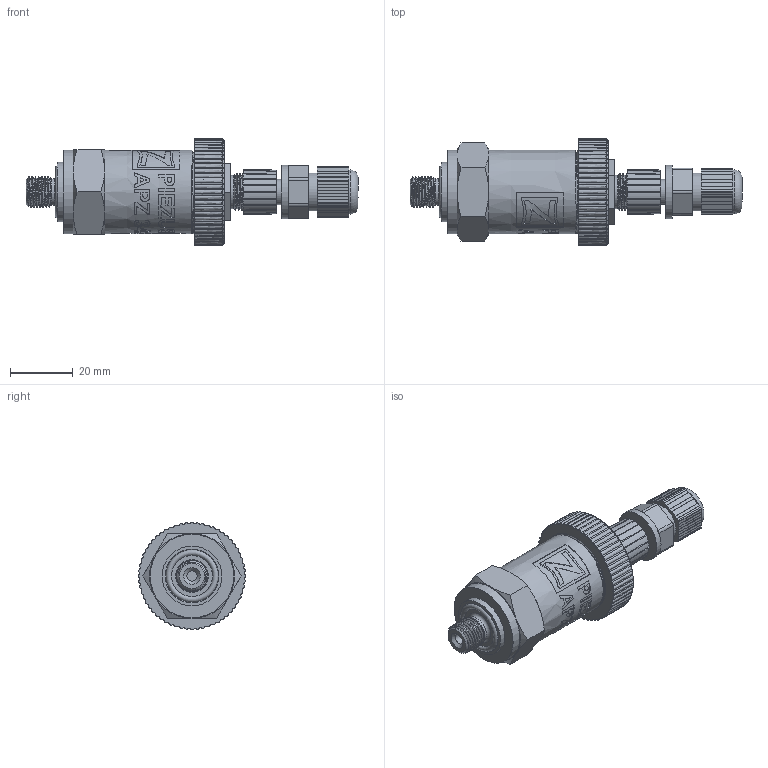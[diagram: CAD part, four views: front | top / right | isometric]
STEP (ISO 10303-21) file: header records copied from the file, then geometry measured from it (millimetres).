
FILE_DESCRIPTION(/* description */ (''),/* implementation_level */ '2;1');
FILE_NAME(/* name */ 'APZ3420_M10x1DIN_M12x1-straight.step',/* time_stamp */ '2021-06-18T15:36:13+03:00',/* author */ (''),/* organization */ (''),/* preprocessor_version */ 'ST-DEVELOPER v18.1',/* originating_system */ 'Autodesk Translation Framework v10.9.0.1377',/* authorisation */ '');
FILE_SCHEMA (('AUTOMOTIVE_DESIGN { 1 0 10303 214 3 1 1 }'));
Products named in the file (6): APZ3420_; M10x1 DIN; OMAL nut M27x1.5; M12x1 male; Ш100.000.002; M12x1 female straight
Assembly tree (5 placements, depth 2):
  APZ3420_
    M10x1 DIN
    OMAL nut M27x1.5
    M12x1 male
    Ш100.000.002
    M12x1 female straight
Bounding box: 105.55 x 34 x 34 mm (x, y, z)
Volume: 40698.9 mm3; surface area: 18062 mm2
Topology: 17 solids, 17 shells, 937 faces, 2603 edges, 1742 vertices
Faces by surface type: bspline 463, plane 263, cylinder 123, cone 77, torus 11
Full cylindrical faces by diameter (mm): 1 x12, 1.5 x4, 3.3 x1, 7.3 x1, 8 x3, 8.2 x1, 8.5 x1, 8.744 x4, 9.884 x3, 10.293 x1, 10.6 x2, 10.741 x6, 11.884 x5, 12 x1, 13.5 x1, 14 x2, 14.137 x4, 14.526 x3, 15.85 x3, 16.203 x3, 16.7 x1, 17 x1, 19 x1, 21.4 x2, 22.3 x1, 22.4 x1, 24.5 x1, 25.132 x4, 25.526 x4, 27.208 x5
Entity records: 52118 total; most frequent: CARTESIAN_POINT 31683, ORIENTED_EDGE 5206, EDGE_CURVE 2603, DIRECTION 2556, VERTEX_POINT 1742, B_SPLINE_CURVE_WITH_KNOTS 1245, EDGE_LOOP 997, LINE 962
